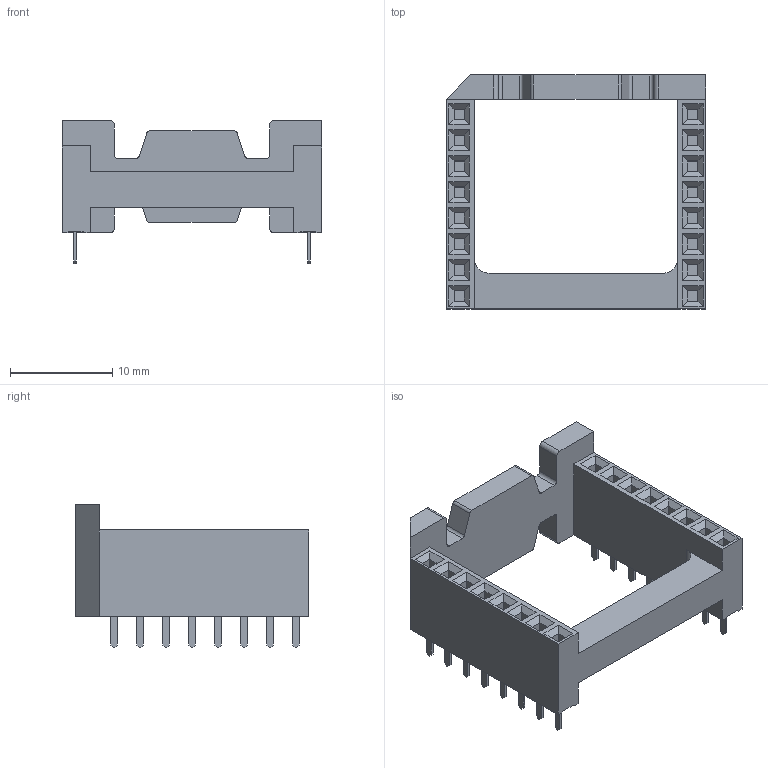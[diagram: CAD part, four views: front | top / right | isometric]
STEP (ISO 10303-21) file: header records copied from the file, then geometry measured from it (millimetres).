
FILE_DESCRIPTION(/* description */ ('Unknown'),/* implementation_level */ '2;1');
FILE_NAME(/* name */ 'MIKROE-4247',/* time_stamp */ '2024-05-02T07:55:15+02:00',/* author */ ('Unknown'),/* organization */ ('Unknown'),/* preprocessor_version */ 'ST-DEVELOPER v18.102',/* originating_system */ 'Solid Edge',/* authorisation */ 'Unknown');
FILE_SCHEMA (('AUTOMOTIVE_DESIGN {1 0 10303 214 3 1 1}'));
Length unit declared in the file: millimetre
Products named in the file (1): MIKROE-4247
Bounding box: 25.4 x 22.88 x 14 mm (x, y, z)
Volume: 1562.6 mm3; surface area: 2268.6 mm2
Topology: 1 solids, 1 shells, 370 faces, 922 edges, 593 vertices
Faces by surface type: plane 340, cylinder 30
Entity records: 13364 total; most frequent: CARTESIAN_POINT 1886, ORIENTED_EDGE 1844, DIRECTION 1724, EDGE_CURVE 922, LINE 862, VECTOR 862, VERTEX_POINT 593, AXIS2_PLACEMENT_3D 431
